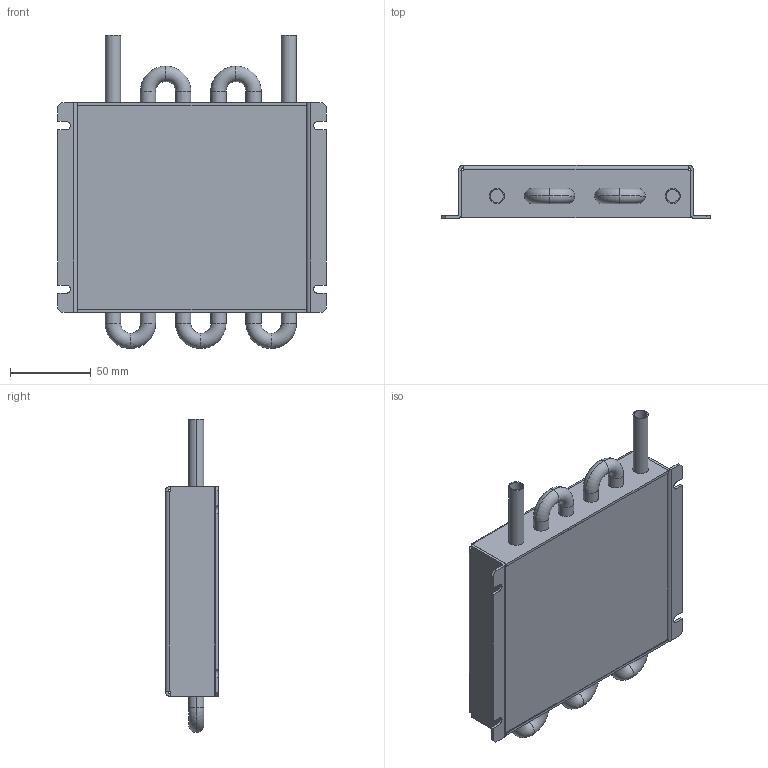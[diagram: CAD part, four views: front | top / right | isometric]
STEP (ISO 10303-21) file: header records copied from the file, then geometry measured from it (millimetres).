
FILE_DESCRIPTION (( 'STEP AP214' ), '1' );
FILE_NAME ('C-4105G1SB Rev H.STEP', '2009-09-14T17:46:14', ( ' ' ), ( ' ' ), 'SwSTEP 2.0', 'SolidWorks 2009', '' );
FILE_SCHEMA (( 'AUTOMOTIVE_DESIGN' ));
Length unit declared in the file: inch
Products named in the file (1): C-4105G1SB Rev H
Bounding box: 166.65 x 32.84 x 194.46 mm (x, y, z)
Volume: 521785.1 mm3; surface area: 91371.1 mm2
Topology: 1 solids, 1 shells, 927 faces, 2433 edges, 1608 vertices
Faces by surface type: plane 549, bspline 284, cylinder 74, torus 20
Entity records: 58027 total; most frequent: CARTESIAN_POINT 34165, ORIENTED_EDGE 4866, DIRECTION 3331, EDGE_CURVE 2433, VECTOR 1687, LINE 1687, VERTEX_POINT 1608, EDGE_LOOP 1053
